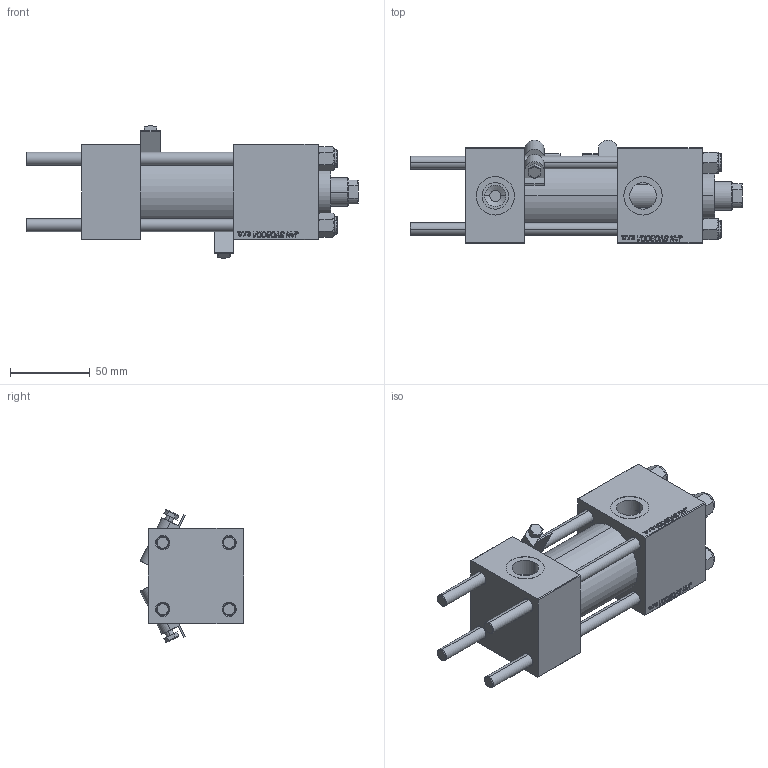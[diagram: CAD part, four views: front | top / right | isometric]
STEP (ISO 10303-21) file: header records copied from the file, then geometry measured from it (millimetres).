
FILE_DESCRIPTION (( 'STEP AP203' ), '1' );
FILE_NAME ('eae3.STEP', '2023-08-26T15:34:28', ( '' ), ( '' ), 'SwSTEP 2.0', 'SolidWorks 2019', '' );
FILE_SCHEMA (( 'CONFIG_CONTROL_DESIGN' ));
Length unit declared in the file: millimetre
Products named in the file (7): CR025_012_A_0_G_A_G_M_020_+#_##_TYCINKA ebdfb872a51b776e7253b71bc50cc273; V215_VC_A ebdfb872a51b776e7253b71bc50cc273; V215CR_BODY_A ebdfb872a51b776e7253b71bc50cc273; NUT_M5 ebdfb872a51b776e7253b71bc50cc273; V215CR_VCP ebdfb872a51b776e7253b71bc50cc273; eae3; MSRF_MSRG1 ebdfb872a51b776e7253b71bc50cc273
Assembly tree (13 placements, depth 2):
  eae3
    V215CR_BODY_A ebdfb872a51b776e7253b71bc50cc273
    CR025_012_A_0_G_A_G_M_020_+#_##_TYCINKA ebdfb872a51b776e7253b71bc50cc273  x4
    NUT_M5 ebdfb872a51b776e7253b71bc50cc273  x4
    V215CR_VCP ebdfb872a51b776e7253b71bc50cc273
    V215_VC_A ebdfb872a51b776e7253b71bc50cc273
    MSRF_MSRG1 ebdfb872a51b776e7253b71bc50cc273  x2
Bounding box: 208 x 64.97 x 83.43 mm (x, y, z)
Volume: 420973.3 mm3; surface area: 118299.2 mm2
Topology: 13 solids, 13 shells, 1199 faces, 3006 edges, 1949 vertices
Faces by surface type: plane 557, bspline 392, cone 136, cylinder 106, torus 8
Entity records: 50946 total; most frequent: CARTESIAN_POINT 27200, ORIENTED_EDGE 5354, DIRECTION 3397, EDGE_CURVE 2677, VERTEX_POINT 1757, VECTOR 1637, LINE 1637, EDGE_LOOP 1178
